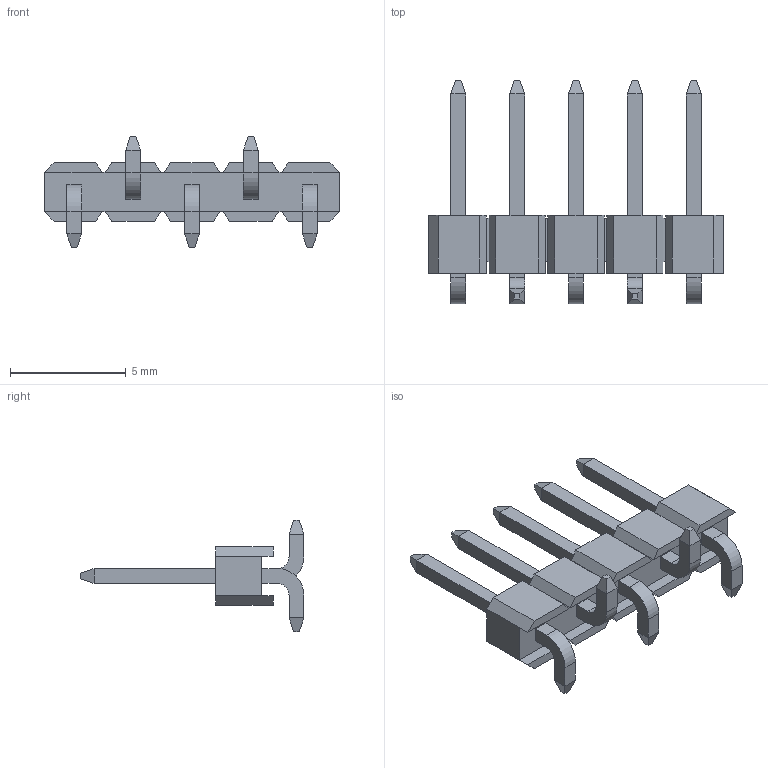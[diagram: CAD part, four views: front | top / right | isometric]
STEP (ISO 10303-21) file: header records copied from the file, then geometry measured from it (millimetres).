
FILE_DESCRIPTION((''),'2;1');
FILE_NAME('878980524','2018-12-13T',('gga'),(''),'PRO/ENGINEER BY PARAMETRIC TECHNOLOGY CORPORATION, 2016010','PRO/ENGINEER BY PARAMETRIC TECHNOLOGY CORPORATION, 2016010','');
FILE_SCHEMA(('CONFIG_CONTROL_DESIGN'));
Length unit declared in the file: millimetre
Products named in the file (1): 878980524
Bounding box: 12.7 x 9.65 x 4.8 mm (x, y, z)
Volume: 82.4 mm3; surface area: 266 mm2
Topology: 1 solids, 1 shells, 188 faces, 472 edges, 296 vertices
Faces by surface type: plane 178, cylinder 10
Entity records: 5440 total; most frequent: CARTESIAN_POINT 937, ORIENTED_EDGE 904, DIRECTION 870, VECTOR 452, LINE 452, EDGE_CURVE 452, VERTEX_POINT 276, AXIS2_PLACEMENT_3D 209
